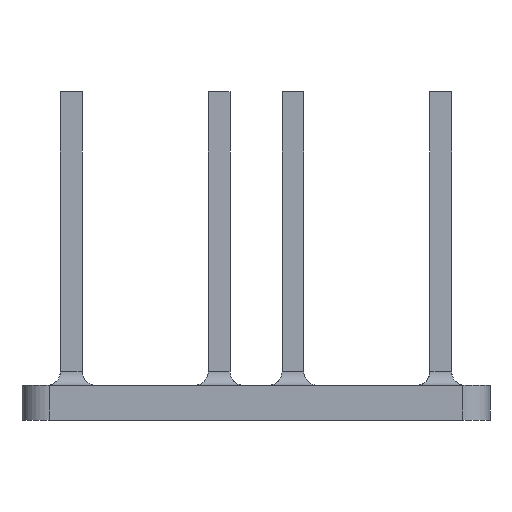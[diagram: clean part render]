
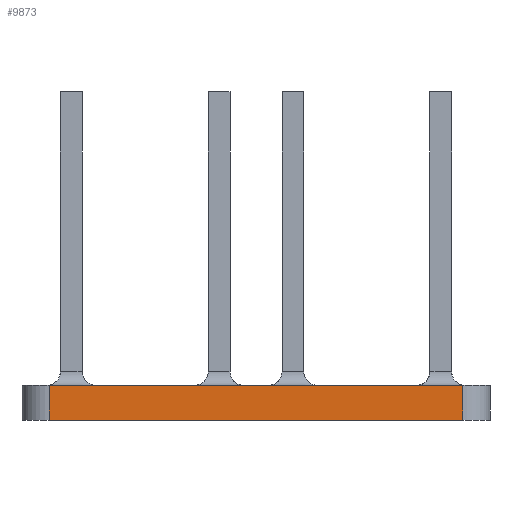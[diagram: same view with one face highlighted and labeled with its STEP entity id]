
A CAD part, front view. The second image highlights one B-rep face of the part: STEP entity #9873.
In plain terms, the highlighted planar face has unit normal (0, -1, 0).
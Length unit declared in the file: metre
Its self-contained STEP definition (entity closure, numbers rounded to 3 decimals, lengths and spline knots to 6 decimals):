
#115=PLANE('',#10696);
#1316=LINE('',#16028,#2492);
#1317=LINE('',#16031,#2493);
#1318=LINE('',#16033,#2494);
#1319=LINE('',#16035,#2495);
#2492=VECTOR('',#12911,1.);
#2493=VECTOR('',#12912,1.);
#2494=VECTOR('',#12913,1.);
#2495=VECTOR('',#12914,1.);
#4150=ORIENTED_EDGE('',*,*,#6756,.T.);
#4151=ORIENTED_EDGE('',*,*,#6757,.T.);
#4152=ORIENTED_EDGE('',*,*,#6758,.F.);
#4153=ORIENTED_EDGE('',*,*,#6759,.T.);
#6756=EDGE_CURVE('',#7938,#7939,#1316,.T.);
#6757=EDGE_CURVE('',#7939,#7940,#1317,.T.);
#6758=EDGE_CURVE('',#7941,#7940,#1318,.T.);
#6759=EDGE_CURVE('',#7941,#7938,#1319,.F.);
#7938=VERTEX_POINT('',#16029);
#7939=VERTEX_POINT('',#16030);
#7940=VERTEX_POINT('',#16032);
#7941=VERTEX_POINT('',#16034);
#8449=EDGE_LOOP('',(#4150,#4151,#4152,#4153));
#9059=FACE_BOUND('',#8449,.T.);
#9873=ADVANCED_FACE('',(#9059),#115,.T.);
#10696=AXIS2_PLACEMENT_3D('',#16027,#12909,#12910);
#12909=DIRECTION('',(0.,-1.,0.));
#12910=DIRECTION('',(0.,0.,-1.));
#12911=DIRECTION('',(-1.,0.,0.));
#12912=DIRECTION('',(0.,0.,-1.));
#12913=DIRECTION('',(-1.,0.,0.));
#12914=DIRECTION('',(0.,0.,-1.));
#16027=CARTESIAN_POINT('',(0.,-0.063875,0.06));
#16028=CARTESIAN_POINT('',(0.,-0.063875,0.00635));
#16029=CARTESIAN_POINT('',(0.03775,-0.063875,0.00635));
#16030=CARTESIAN_POINT('',(-0.03775,-0.063875,0.00635));
#16031=CARTESIAN_POINT('',(-0.03775,-0.063875,0.));
#16032=CARTESIAN_POINT('',(-0.03775,-0.063875,0.));
#16033=CARTESIAN_POINT('',(0.,-0.063875,0.));
#16034=CARTESIAN_POINT('',(0.03775,-0.063875,0.));
#16035=CARTESIAN_POINT('',(0.03775,-0.063875,0.06));
